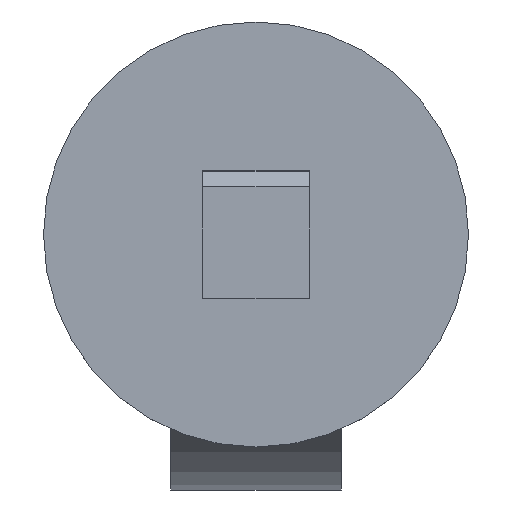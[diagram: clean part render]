
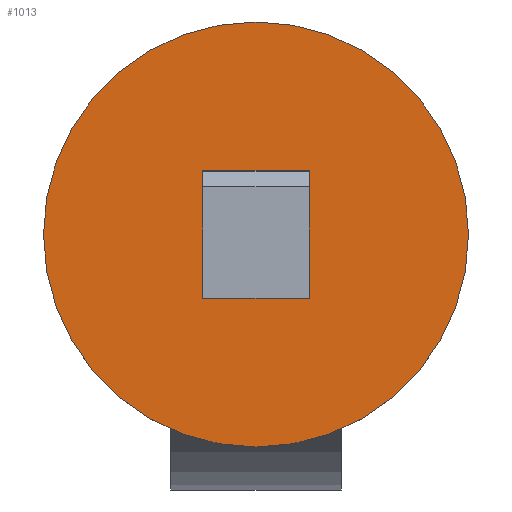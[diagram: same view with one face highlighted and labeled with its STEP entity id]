
A CAD part, top view. The second image highlights one B-rep face of the part: STEP entity #1013.
In plain terms, the highlighted planar face has unit normal (0, 0, 1).
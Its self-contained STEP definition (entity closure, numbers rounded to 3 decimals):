
#6 = AXIS2_PLACEMENT_3D ( 'NONE', #10, #456, #85 ) ;
#10 = CARTESIAN_POINT ( 'NONE',  ( 4., 0., 17. ) ) ;
#12 = VECTOR ( 'NONE', #149, 1000. ) ;
#20 = VECTOR ( 'NONE', #852, 1000. ) ;
#28 = EDGE_CURVE ( 'NONE', #1038, #405, #438, .T. ) ;
#85 = DIRECTION ( 'NONE',  ( 1., 0., 0. ) ) ;
#92 = VERTEX_POINT ( 'NONE', #884 ) ;
#121 = DIRECTION ( 'NONE',  ( 1., 0., 0. ) ) ;
#126 = ORIENTED_EDGE ( 'NONE', *, *, #263, .T. ) ;
#135 = DIRECTION ( 'NONE',  ( 0., 0., 1. ) ) ;
#149 = DIRECTION ( 'NONE',  ( 1., 0., 0. ) ) ;
#187 = ORIENTED_EDGE ( 'NONE', *, *, #308, .F. ) ;
#199 = VECTOR ( 'NONE', #902, 1000. ) ;
#211 = FACE_OUTER_BOUND ( 'NONE', #214, .T. ) ;
#214 = EDGE_LOOP ( 'NONE', ( #126, #961 ) ) ;
#263 = EDGE_CURVE ( 'NONE', #405, #1038, #904, .T. ) ;
#265 = VERTEX_POINT ( 'NONE', #924 ) ;
#282 = ORIENTED_EDGE ( 'NONE', *, *, #1044, .T. ) ;
#301 = CARTESIAN_POINT ( 'NONE',  ( 1.5, 3., 17. ) ) ;
#303 = CARTESIAN_POINT ( 'NONE',  ( 0., 0., 17. ) ) ;
#308 = EDGE_CURVE ( 'NONE', #92, #265, #800, .T. ) ;
#322 = CARTESIAN_POINT ( 'NONE',  ( 6.5, 0., 17. ) ) ;
#405 = VERTEX_POINT ( 'NONE', #1118 ) ;
#413 = DIRECTION ( 'NONE',  ( 1., 0., 0. ) ) ;
#431 = AXIS2_PLACEMENT_3D ( 'NONE', #303, #135, #121 ) ;
#433 = LINE ( 'NONE', #488, #636 ) ;
#438 = CIRCLE ( 'NONE', #6, 10. ) ;
#456 = DIRECTION ( 'NONE',  ( 0., 0., 1. ) ) ;
#488 = CARTESIAN_POINT ( 'NONE',  ( 1.5, 0., 17. ) ) ;
#508 = LINE ( 'NONE', #322, #20 ) ;
#522 = EDGE_LOOP ( 'NONE', ( #282, #916, #187, #854 ) ) ;
#526 = VERTEX_POINT ( 'NONE', #965 ) ;
#587 = CARTESIAN_POINT ( 'NONE',  ( 0., -3., 17. ) ) ;
#636 = VECTOR ( 'NONE', #1108, 1000. ) ;
#657 = CARTESIAN_POINT ( 'NONE',  ( 0., 3., 17. ) ) ;
#685 = CARTESIAN_POINT ( 'NONE',  ( 4., 0., 17. ) ) ;
#741 = PLANE ( 'NONE',  #431 ) ;
#772 = DIRECTION ( 'NONE',  ( 0., 0., 1. ) ) ;
#789 = AXIS2_PLACEMENT_3D ( 'NONE', #685, #772, #413 ) ;
#800 = LINE ( 'NONE', #587, #12 ) ;
#844 = VERTEX_POINT ( 'NONE', #301 ) ;
#852 = DIRECTION ( 'NONE',  ( 0., -1., 0. ) ) ;
#854 = ORIENTED_EDGE ( 'NONE', *, *, #859, .F. ) ;
#859 = EDGE_CURVE ( 'NONE', #844, #92, #433, .T. ) ;
#871 = EDGE_CURVE ( 'NONE', #526, #265, #508, .T. ) ;
#884 = CARTESIAN_POINT ( 'NONE',  ( 1.5, -3., 17. ) ) ;
#902 = DIRECTION ( 'NONE',  ( 1., 0., 0. ) ) ;
#904 = CIRCLE ( 'NONE', #789, 10. ) ;
#908 = CARTESIAN_POINT ( 'NONE',  ( -6., 0., 17. ) ) ;
#916 = ORIENTED_EDGE ( 'NONE', *, *, #871, .T. ) ;
#924 = CARTESIAN_POINT ( 'NONE',  ( 6.5, -3., 17. ) ) ;
#961 = ORIENTED_EDGE ( 'NONE', *, *, #28, .T. ) ;
#965 = CARTESIAN_POINT ( 'NONE',  ( 6.5, 3., 17. ) ) ;
#1013 = ADVANCED_FACE ( 'NONE', ( #1067, #211 ), #741, .T. ) ;
#1038 = VERTEX_POINT ( 'NONE', #908 ) ;
#1044 = EDGE_CURVE ( 'NONE', #844, #526, #1053, .T. ) ;
#1053 = LINE ( 'NONE', #657, #199 ) ;
#1067 = FACE_BOUND ( 'NONE', #522, .T. ) ;
#1108 = DIRECTION ( 'NONE',  ( 0., -1., 0. ) ) ;
#1118 = CARTESIAN_POINT ( 'NONE',  ( 14., 0., 17. ) ) ;
